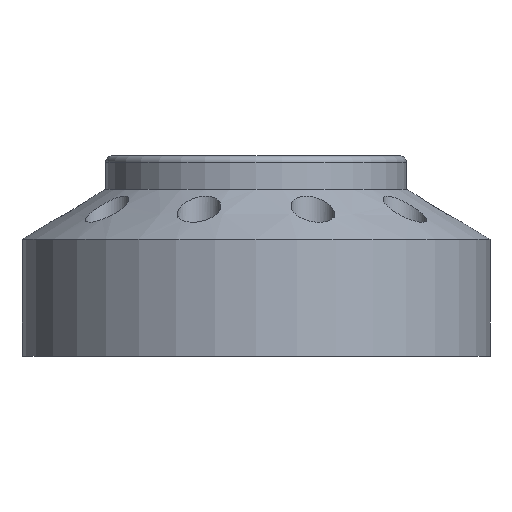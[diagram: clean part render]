
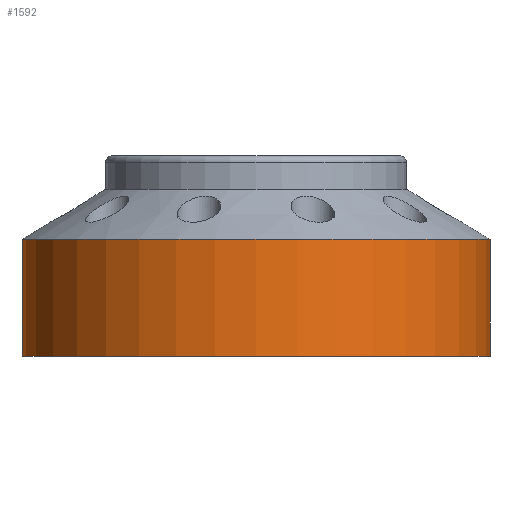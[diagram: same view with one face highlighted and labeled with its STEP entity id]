
A CAD part, front view. The second image highlights one B-rep face of the part: STEP entity #1592.
In plain terms, the highlighted cylindrical face has radius 70 mm (diameter 140 mm), a partial arc.
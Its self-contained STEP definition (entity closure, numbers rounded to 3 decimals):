
#279 = CARTESIAN_POINT ( 'NONE',  ( 70., -132.984, 143. ) ) ;
#389 = CIRCLE ( 'NONE', #4334, 70. ) ;
#426 = CARTESIAN_POINT ( 'NONE',  ( -70., -132.984, 93. ) ) ;
#563 = VERTEX_POINT ( 'NONE', #5114 ) ;
#592 = ORIENTED_EDGE ( 'NONE', *, *, #2802, .T. ) ;
#861 = EDGE_CURVE ( 'NONE', #1287, #5967, #3010, .T. ) ;
#1000 = DIRECTION ( 'NONE',  ( -1., 0., 0. ) ) ;
#1270 = DIRECTION ( 'NONE',  ( 0., 0., -1. ) ) ;
#1287 = VERTEX_POINT ( 'NONE', #4312 ) ;
#1332 = DIRECTION ( 'NONE',  ( 1., 0., 0. ) ) ;
#1592 = ADVANCED_FACE ( 'NONE', ( #3269 ), #3866, .T. ) ;
#1696 = DIRECTION ( 'NONE',  ( 0., 0., -1. ) ) ;
#1796 = ORIENTED_EDGE ( 'NONE', *, *, #5242, .F. ) ;
#1953 = DIRECTION ( 'NONE',  ( 0., 0., -1. ) ) ;
#1959 = VECTOR ( 'NONE', #1696, 1000. ) ;
#2092 = DIRECTION ( 'NONE',  ( 0., 0., -1. ) ) ;
#2622 = DIRECTION ( 'NONE',  ( 0., 0., 1. ) ) ;
#2802 = EDGE_CURVE ( 'NONE', #3562, #563, #389, .T. ) ;
#2992 = AXIS2_PLACEMENT_3D ( 'NONE', #4448, #2092, #4792 ) ;
#3010 = CIRCLE ( 'NONE', #2992, 70. ) ;
#3086 = EDGE_CURVE ( 'NONE', #5967, #3562, #4108, .T. ) ;
#3201 = ORIENTED_EDGE ( 'NONE', *, *, #3086, .T. ) ;
#3269 = FACE_OUTER_BOUND ( 'NONE', #5043, .T. ) ;
#3325 = ORIENTED_EDGE ( 'NONE', *, *, #861, .T. ) ;
#3562 = VERTEX_POINT ( 'NONE', #426 ) ;
#3643 = CARTESIAN_POINT ( 'NONE',  ( -70., -132.984, 143. ) ) ;
#3677 = CARTESIAN_POINT ( 'NONE',  ( 0., -132.984, 93. ) ) ;
#3758 = AXIS2_PLACEMENT_3D ( 'NONE', #4276, #1953, #1000 ) ;
#3866 = CYLINDRICAL_SURFACE ( 'NONE', #3758, 70. ) ;
#4108 = LINE ( 'NONE', #3643, #1959 ) ;
#4205 = VECTOR ( 'NONE', #1270, 1000. ) ;
#4276 = CARTESIAN_POINT ( 'NONE',  ( 0., -132.984, 143. ) ) ;
#4312 = CARTESIAN_POINT ( 'NONE',  ( 70., -132.984, 128. ) ) ;
#4334 = AXIS2_PLACEMENT_3D ( 'NONE', #3677, #2622, #1332 ) ;
#4448 = CARTESIAN_POINT ( 'NONE',  ( 0., -132.984, 128. ) ) ;
#4792 = DIRECTION ( 'NONE',  ( 1., 0., 0. ) ) ;
#4905 = CARTESIAN_POINT ( 'NONE',  ( -70., -132.984, 128. ) ) ;
#5043 = EDGE_LOOP ( 'NONE', ( #1796, #3325, #3201, #592 ) ) ;
#5114 = CARTESIAN_POINT ( 'NONE',  ( 70., -132.984, 93. ) ) ;
#5242 = EDGE_CURVE ( 'NONE', #1287, #563, #6012, .T. ) ;
#5967 = VERTEX_POINT ( 'NONE', #4905 ) ;
#6012 = LINE ( 'NONE', #279, #4205 ) ;
